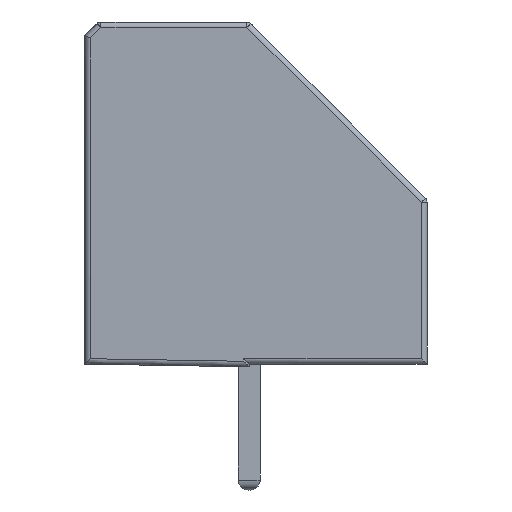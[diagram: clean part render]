
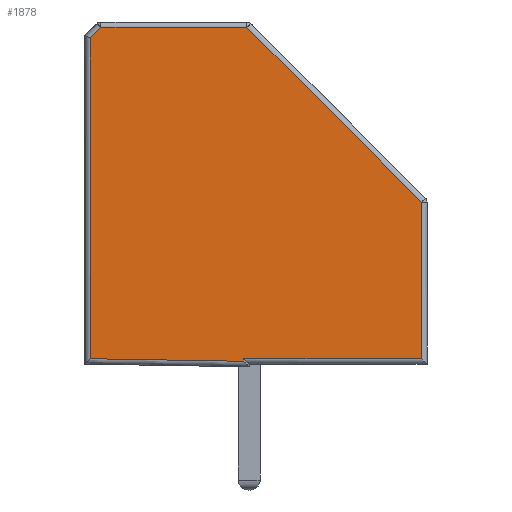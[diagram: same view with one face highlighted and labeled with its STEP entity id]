
A CAD part, left-side view. The second image highlights one B-rep face of the part: STEP entity #1878.
In plain terms, the highlighted planar face has unit normal (-1, 0, 0).
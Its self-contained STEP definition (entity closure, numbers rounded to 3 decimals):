
#13=DIRECTION('',(0.,0.,1.));
#27=VECTOR('',#13,1.);
#51=DIRECTION('',(0.,0.707,-0.707));
#52=DIRECTION('',(0.,0.707,0.707));
#78=DIRECTION('',(0.,-1.,0.));
#127=VECTOR('',#78,1.);
#148=VECTOR('',#149,1.);
#149=DIRECTION('',(0.,-1.,-0.017));
#162=VECTOR('',#52,1.);
#169=VECTOR('',#170,1.);
#170=DIRECTION('',(0.,1.,0.));
#177=VECTOR('',#51,1.);
#182=VECTOR('',#183,1.);
#183=DIRECTION('',(0.,0.,-1.));
#187=DIRECTION('',(-1.,0.,0.));
#188=DIRECTION('',(0.,-1.,0.));
#447=VERTEX_POINT('',#448);
#448=CARTESIAN_POINT('',(-2.5,-6.3,6.017));
#458=EDGE_CURVE('',#459,#447,#461,.T.);
#459=VERTEX_POINT('',#460);
#460=CARTESIAN_POINT('',(-2.5,-6.3,0.3));
#461=LINE('',#462,#27);
#462=CARTESIAN_POINT('',(-2.5,-6.3,0.1));
#943=VERTEX_POINT('',#944);
#944=CARTESIAN_POINT('',(-2.5,0.2,0.3));
#948=ORIENTED_EDGE('',*,*,#949,.T.);
#949=EDGE_CURVE('',#943,#459,#950,.T.);
#950=LINE('',#951,#127);
#951=CARTESIAN_POINT('',(-2.5,0.,0.3));
#1878=ADVANCED_FACE('',(#1879),#1916,.T.);
#1879=FACE_BOUND('',#1880,.T.);
#1880=EDGE_LOOP('',(#1881,#948,#1887,#1888,#1894,#1900,#1906,#1912));
#1881=ORIENTED_EDGE('',*,*,#1882,.T.);
#1882=EDGE_CURVE('',#1883,#943,#1885,.T.);
#1883=VERTEX_POINT('',#1884);
#1884=CARTESIAN_POINT('',(-2.5,0.2,0.203));
#1885=LINE('',#1886,#27);
#1886=CARTESIAN_POINT('',(-2.5,0.2,0.));
#1887=ORIENTED_EDGE('',*,*,#458,.T.);
#1888=ORIENTED_EDGE('',*,*,#1889,.T.);
#1889=EDGE_CURVE('',#447,#1890,#1892,.T.);
#1890=VERTEX_POINT('',#1891);
#1891=CARTESIAN_POINT('',(-2.5,0.083,12.4));
#1892=LINE('',#1893,#162);
#1893=CARTESIAN_POINT('',(-2.5,-6.359,5.959));
#1894=ORIENTED_EDGE('',*,*,#1895,.T.);
#1895=EDGE_CURVE('',#1890,#1896,#1898,.T.);
#1896=VERTEX_POINT('',#1897);
#1897=CARTESIAN_POINT('',(-2.5,5.417,12.4));
#1898=LINE('',#1899,#169);
#1899=CARTESIAN_POINT('',(-2.5,0.,12.4));
#1900=ORIENTED_EDGE('',*,*,#1901,.T.);
#1901=EDGE_CURVE('',#1896,#1902,#1904,.T.);
#1902=VERTEX_POINT('',#1903);
#1903=CARTESIAN_POINT('',(-2.5,5.8,12.017));
#1904=LINE('',#1905,#177);
#1905=CARTESIAN_POINT('',(-2.5,5.359,12.459));
#1906=ORIENTED_EDGE('',*,*,#1907,.T.);
#1907=EDGE_CURVE('',#1902,#1908,#1910,.T.);
#1908=VERTEX_POINT('',#1909);
#1909=CARTESIAN_POINT('',(-2.5,5.8,0.297));
#1910=LINE('',#1911,#182);
#1911=CARTESIAN_POINT('',(-2.5,5.8,12.1));
#1912=ORIENTED_EDGE('',*,*,#1913,.T.);
#1913=EDGE_CURVE('',#1908,#1883,#1914,.T.);
#1914=LINE('',#1915,#148);
#1915=CARTESIAN_POINT('',(-2.5,5.997,0.3));
#1916=PLANE('',#1917);
#1917=AXIS2_PLACEMENT_3D('',#1918,#187,#188);
#1918=CARTESIAN_POINT('',(-2.5,0.417,5.581));
